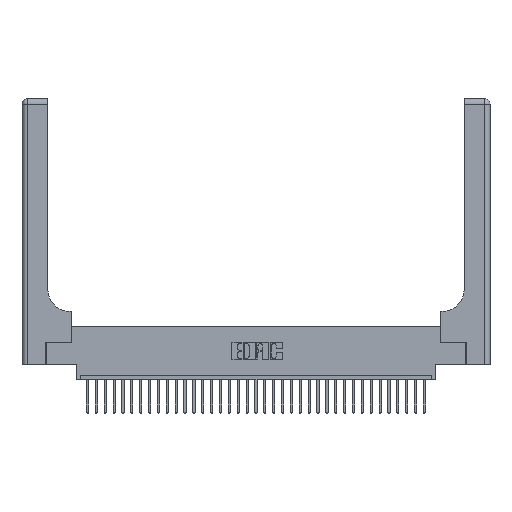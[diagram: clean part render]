
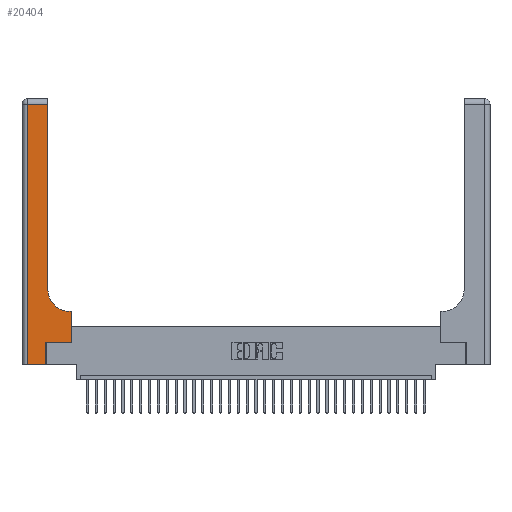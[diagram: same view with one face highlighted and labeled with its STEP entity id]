
A CAD part, top view. The second image highlights one B-rep face of the part: STEP entity #20404.
In plain terms, the highlighted planar face has unit normal (0, 0, 1).
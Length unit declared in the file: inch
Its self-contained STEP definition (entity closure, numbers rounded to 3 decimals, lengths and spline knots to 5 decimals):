
#40 = VERTEX_POINT ( 'NONE', #20871 ) ;
#237 = DIRECTION ( 'NONE',  ( 1., 0., 0. ) ) ;
#334 = EDGE_CURVE ( 'NONE', #11714, #1272, #30669, .T. ) ;
#733 = VERTEX_POINT ( 'NONE', #13461 ) ;
#802 = VERTEX_POINT ( 'NONE', #8652 ) ;
#833 = ORIENTED_EDGE ( 'NONE', *, *, #25080, .T. ) ;
#1272 = VERTEX_POINT ( 'NONE', #33298 ) ;
#2218 = EDGE_CURVE ( 'NONE', #802, #34666, #5677, .T. ) ;
#2755 = LINE ( 'NONE', #6078, #32404 ) ;
#2876 = CARTESIAN_POINT ( 'NONE',  ( 0.5415, 0.85, 0.37 ) ) ;
#3003 = VERTEX_POINT ( 'NONE', #16746 ) ;
#4235 = EDGE_CURVE ( 'NONE', #34666, #733, #2755, .T. ) ;
#5248 = ORIENTED_EDGE ( 'NONE', *, *, #2218, .T. ) ;
#5617 = LINE ( 'NONE', #21067, #27571 ) ;
#5677 = LINE ( 'NONE', #32386, #24682 ) ;
#5960 = DIRECTION ( 'NONE',  ( 0., 0., -1. ) ) ;
#6078 = CARTESIAN_POINT ( 'NONE',  ( 0.2915, 0.6, 0.37 ) ) ;
#6793 = EDGE_CURVE ( 'NONE', #30046, #3003, #9413, .T. ) ;
#7018 = LINE ( 'NONE', #20836, #15487 ) ;
#7665 = CARTESIAN_POINT ( 'NONE',  ( 0., 2.94, 0.37 ) ) ;
#8327 = ORIENTED_EDGE ( 'NONE', *, *, #4235, .T. ) ;
#8460 = DIRECTION ( 'NONE',  ( 0., -1., 0. ) ) ;
#8546 = ORIENTED_EDGE ( 'NONE', *, *, #9910, .T. ) ;
#8652 = CARTESIAN_POINT ( 'NONE',  ( 0.5585, 0.25, 0.37 ) ) ;
#9413 = LINE ( 'NONE', #13248, #29260 ) ;
#9910 = EDGE_CURVE ( 'NONE', #18781, #11714, #21204, .T. ) ;
#11014 = FACE_OUTER_BOUND ( 'NONE', #33751, .T. ) ;
#11714 = VERTEX_POINT ( 'NONE', #28504 ) ;
#12758 = DIRECTION ( 'NONE',  ( -1., 0., 0. ) ) ;
#13248 = CARTESIAN_POINT ( 'NONE',  ( 0.269, 0., 0.37 ) ) ;
#13461 = CARTESIAN_POINT ( 'NONE',  ( 0.5415, 0.6, 0.37 ) ) ;
#14280 = CARTESIAN_POINT ( 'NONE',  ( 0., 3., 0.37 ) ) ;
#15487 = VECTOR ( 'NONE', #20721, 39.37008 ) ;
#15694 = CIRCLE ( 'NONE', #26165, 0.25 ) ;
#16746 = CARTESIAN_POINT ( 'NONE',  ( 0.269, 0.25, 0.37 ) ) ;
#17340 = DIRECTION ( 'NONE',  ( -1., 0., 0. ) ) ;
#17858 = ORIENTED_EDGE ( 'NONE', *, *, #29151, .T. ) ;
#18781 = VERTEX_POINT ( 'NONE', #22538 ) ;
#18873 = CARTESIAN_POINT ( 'NONE',  ( 0.06, 3., 0.37 ) ) ;
#18913 = EDGE_CURVE ( 'NONE', #40, #18781, #5617, .T. ) ;
#19268 = ORIENTED_EDGE ( 'NONE', *, *, #19670, .T. ) ;
#19670 = EDGE_CURVE ( 'NONE', #1272, #30046, #24957, .T. ) ;
#20404 = ADVANCED_FACE ( 'NONE', ( #11014 ), #27560, .F. ) ;
#20429 = AXIS2_PLACEMENT_3D ( 'NONE', #14280, #33150, #17340 ) ;
#20721 = DIRECTION ( 'NONE',  ( 1., 0., 0. ) ) ;
#20836 = CARTESIAN_POINT ( 'NONE',  ( 0.269, 0.25, 0.37 ) ) ;
#20871 = CARTESIAN_POINT ( 'NONE',  ( 0.2915, 0.85, 0.37 ) ) ;
#21067 = CARTESIAN_POINT ( 'NONE',  ( 0.2915, 3., 0.37 ) ) ;
#21204 = LINE ( 'NONE', #7665, #33455 ) ;
#22538 = CARTESIAN_POINT ( 'NONE',  ( 0.2915, 2.94, 0.37 ) ) ;
#24682 = VECTOR ( 'NONE', #32147, 39.37008 ) ;
#24957 = LINE ( 'NONE', #33478, #25847 ) ;
#25080 = EDGE_CURVE ( 'NONE', #733, #40, #15694, .T. ) ;
#25475 = CARTESIAN_POINT ( 'NONE',  ( 0.269, 0., 0.37 ) ) ;
#25717 = DIRECTION ( 'NONE',  ( 0., 1., 0. ) ) ;
#25758 = ORIENTED_EDGE ( 'NONE', *, *, #334, .T. ) ;
#25811 = DIRECTION ( 'NONE',  ( -1., 0., 0. ) ) ;
#25847 = VECTOR ( 'NONE', #33727, 39.37008 ) ;
#26165 = AXIS2_PLACEMENT_3D ( 'NONE', #2876, #5960, #237 ) ;
#26437 = DIRECTION ( 'NONE',  ( 0., 1., 0. ) ) ;
#27560 = PLANE ( 'NONE',  #20429 ) ;
#27571 = VECTOR ( 'NONE', #25717, 39.37008 ) ;
#28504 = CARTESIAN_POINT ( 'NONE',  ( 0.06, 2.94, 0.37 ) ) ;
#28605 = CARTESIAN_POINT ( 'NONE',  ( 0.5585, 0.6, 0.37 ) ) ;
#29151 = EDGE_CURVE ( 'NONE', #3003, #802, #7018, .T. ) ;
#29260 = VECTOR ( 'NONE', #26437, 39.37008 ) ;
#30046 = VERTEX_POINT ( 'NONE', #25475 ) ;
#30669 = LINE ( 'NONE', #18873, #33261 ) ;
#32147 = DIRECTION ( 'NONE',  ( 0., 1., 0. ) ) ;
#32386 = CARTESIAN_POINT ( 'NONE',  ( 0.5585, 0.25, 0.37 ) ) ;
#32404 = VECTOR ( 'NONE', #25811, 39.37008 ) ;
#33150 = DIRECTION ( 'NONE',  ( 0., 0., -1. ) ) ;
#33261 = VECTOR ( 'NONE', #8460, 39.37008 ) ;
#33298 = CARTESIAN_POINT ( 'NONE',  ( 0.06, 0., 0.37 ) ) ;
#33455 = VECTOR ( 'NONE', #12758, 39.37008 ) ;
#33478 = CARTESIAN_POINT ( 'NONE',  ( 0., 0., 0.37 ) ) ;
#33727 = DIRECTION ( 'NONE',  ( 1., 0., 0. ) ) ;
#33751 = EDGE_LOOP ( 'NONE', ( #33991, #8546, #25758, #19268, #33913, #17858, #5248, #8327, #833 ) ) ;
#33913 = ORIENTED_EDGE ( 'NONE', *, *, #6793, .T. ) ;
#33991 = ORIENTED_EDGE ( 'NONE', *, *, #18913, .T. ) ;
#34666 = VERTEX_POINT ( 'NONE', #28605 ) ;
